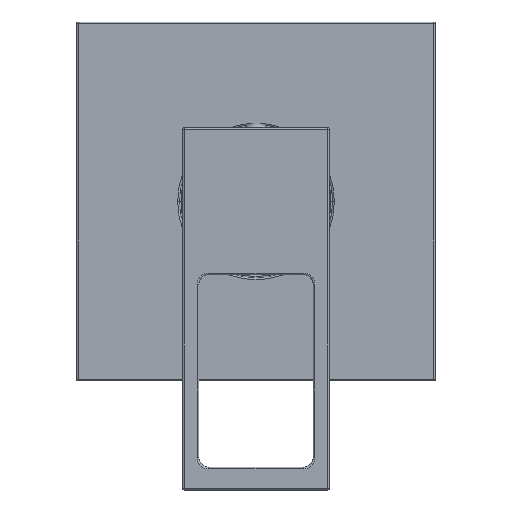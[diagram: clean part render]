
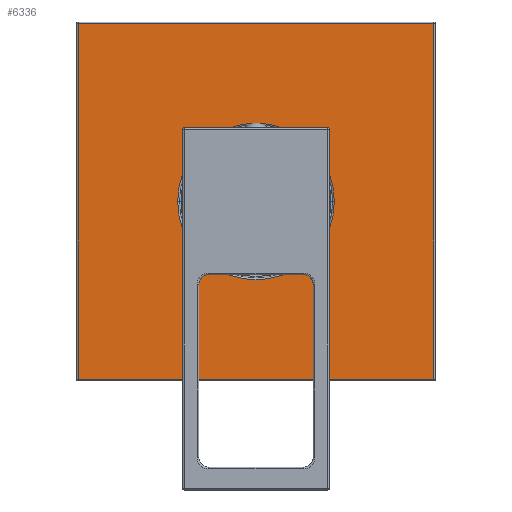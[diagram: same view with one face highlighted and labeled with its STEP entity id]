
A CAD part, top view. The second image highlights one B-rep face of the part: STEP entity #6336.
In plain terms, the highlighted planar face has unit normal (0, 0, 1).
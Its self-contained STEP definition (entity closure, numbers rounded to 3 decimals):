
#4959=DIRECTION('',(0.,-1.,0.));
#4960=VECTOR('',#4959,109.);
#4961=CARTESIAN_POINT('',(-54.5,54.5,-2.));
#4962=LINE('',#4961,#4960);
#4963=DIRECTION('',(-1.,0.,0.));
#4964=VECTOR('',#4963,109.);
#4965=CARTESIAN_POINT('',(54.5,54.5,-2.));
#4966=LINE('',#4965,#4964);
#4967=DIRECTION('',(0.,1.,0.));
#4968=VECTOR('',#4967,109.);
#4969=CARTESIAN_POINT('',(54.5,-54.5,-2.));
#4970=LINE('',#4969,#4968);
#4971=DIRECTION('',(1.,0.,0.));
#4972=VECTOR('',#4971,109.);
#4973=CARTESIAN_POINT('',(-54.5,-54.5,-2.));
#4974=LINE('',#4973,#4972);
#4975=CARTESIAN_POINT('',(0.,0.,-2.));
#4976=DIRECTION('',(0.,0.,-1.));
#4977=DIRECTION('',(1.,0.,0.));
#4978=AXIS2_PLACEMENT_3D('',#4975,#4976,#4977);
#4980=CARTESIAN_POINT('',(0.,0.,-2.));
#4981=DIRECTION('',(0.,0.,-1.));
#4982=DIRECTION('',(-1.,0.,0.));
#4983=AXIS2_PLACEMENT_3D('',#4980,#4981,#4982);
#5398=CARTESIAN_POINT('',(-54.5,54.5,-2.));
#5399=CARTESIAN_POINT('',(-54.5,-54.5,-2.));
#5400=VERTEX_POINT('',#5398);
#5401=VERTEX_POINT('',#5399);
#5406=CARTESIAN_POINT('',(54.5,-54.5,-2.));
#5407=VERTEX_POINT('',#5406);
#5412=CARTESIAN_POINT('',(54.5,54.5,-2.));
#5413=VERTEX_POINT('',#5412);
#5466=CARTESIAN_POINT('',(24.,0.,-2.));
#5467=CARTESIAN_POINT('',(-24.,0.,-2.));
#5468=VERTEX_POINT('',#5466);
#5469=VERTEX_POINT('',#5467);
#6316=CARTESIAN_POINT('',(0.,0.,-2.));
#6317=DIRECTION('',(0.,0.,1.));
#6318=DIRECTION('',(-1.,0.,0.));
#6319=AXIS2_PLACEMENT_3D('',#6316,#6317,#6318);
#6320=PLANE('',#6319);
#6322=ORIENTED_EDGE('',*,*,#6321,.F.);
#6323=ORIENTED_EDGE('',*,*,#6299,.F.);
#6325=ORIENTED_EDGE('',*,*,#6324,.F.);
#6327=ORIENTED_EDGE('',*,*,#6326,.F.);
#6328=EDGE_LOOP('',(#6322,#6323,#6325,#6327));
#6329=FACE_OUTER_BOUND('',#6328,.F.);
#6331=ORIENTED_EDGE('',*,*,#6330,.F.);
#6333=ORIENTED_EDGE('',*,*,#6332,.F.);
#6334=EDGE_LOOP('',(#6331,#6333));
#6335=FACE_BOUND('',#6334,.F.);
#6336=ADVANCED_FACE('',(#6329,#6335),#6320,.T.);
#4979=CIRCLE('',#4978,24.);
#4984=CIRCLE('',#4983,24.);
#6299=EDGE_CURVE('',#5413,#5400,#4966,.T.);
#6321=EDGE_CURVE('',#5400,#5401,#4962,.T.);
#6324=EDGE_CURVE('',#5407,#5413,#4970,.T.);
#6326=EDGE_CURVE('',#5401,#5407,#4974,.T.);
#6330=EDGE_CURVE('',#5468,#5469,#4979,.T.);
#6332=EDGE_CURVE('',#5469,#5468,#4984,.T.);
